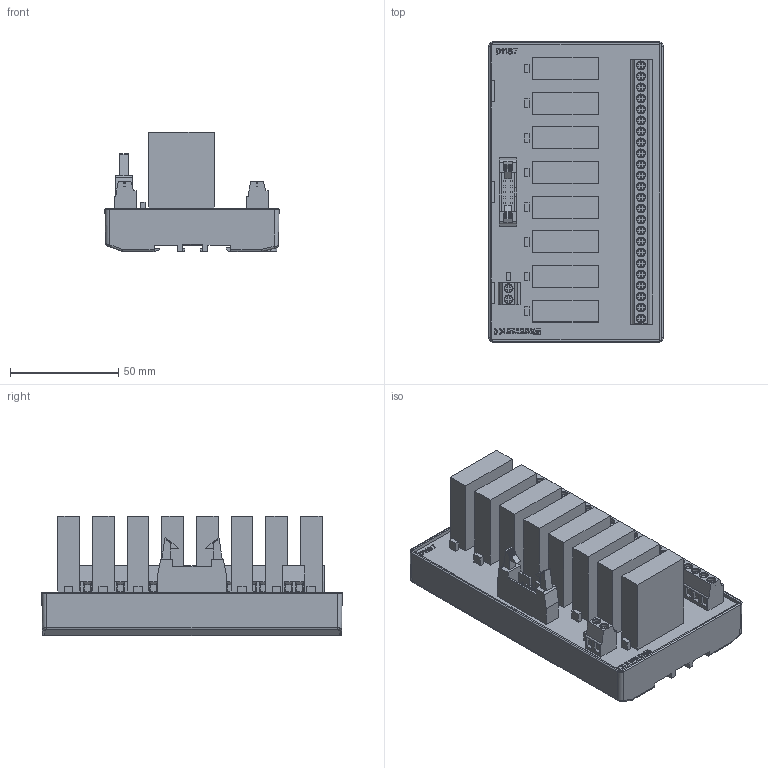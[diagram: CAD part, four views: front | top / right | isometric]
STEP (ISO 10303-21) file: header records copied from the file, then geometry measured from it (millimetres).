
FILE_DESCRIPTION(/* description */ (''),/* implementation_level */ '2;1');
FILE_NAME(/* name */ 'D1187-E.stp',/* time_stamp */ '2024-08-16T09:34:19+08:00',/* author */ (''),/* organization */ (''),/* preprocessor_version */ 'ST-DEVELOPER v14',/* originating_system */ 'SIEMENS PLM Software NX 8.0',/* authorisation */ '');
FILE_SCHEMA (('AUTOMOTIVE_DESIGN { 1 0 10303 214 3 1 1 1 }'));
Length unit declared in the file: millimetre
Products named in the file (1): Admi12A04B78ac89
Bounding box: 80.4 x 138.71 x 55 mm (x, y, z)
Volume: 294897 mm3; surface area: 64894.8 mm2
Topology: 1 solids, 1 shells, 1295 faces, 3404 edges, 2245 vertices
Faces by surface type: plane 1034, cylinder 111, torus 78, cone 52, extrusion 12, bspline 8
Full cylindrical faces by diameter (mm): 4.1 x52
Entity records: 42031 total; most frequent: CARTESIAN_POINT 9782, ORIENTED_EDGE 6614, DIRECTION 5811, EDGE_CURVE 3307, VECTOR 2615, LINE 2603, VERTEX_POINT 2228, AXIS2_PLACEMENT_3D 1598
